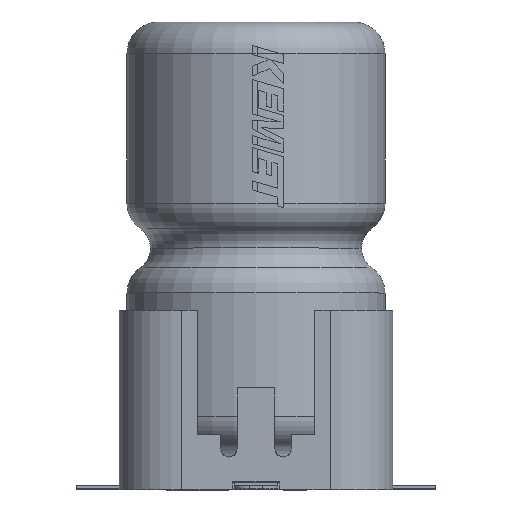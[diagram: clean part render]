
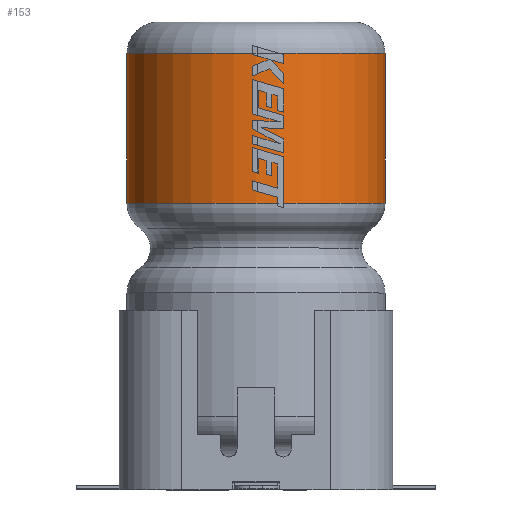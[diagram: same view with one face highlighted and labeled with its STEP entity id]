
A CAD part, top view. The second image highlights one B-rep face of the part: STEP entity #153.
In plain terms, the highlighted cylindrical face has radius 8.25 mm (diameter 16.5 mm), a partial arc.
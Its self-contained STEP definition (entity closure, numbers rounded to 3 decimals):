
#102 = DIRECTION ( 'NONE',  ( 0., -1., 0. ) ) ;
#153 = ADVANCED_FACE ( 'NONE', ( #1135 ), #6856, .T. ) ;
#188 = CARTESIAN_POINT ( 'NONE',  ( 0., 12.45, 0. ) ) ;
#339 = AXIS2_PLACEMENT_3D ( 'NONE', #188, #102, #3796 ) ;
#353 = ORIENTED_EDGE ( 'NONE', *, *, #6589, .F. ) ;
#467 = EDGE_CURVE ( 'NONE', #4218, #7456, #6417, .T. ) ;
#578 = CARTESIAN_POINT ( 'NONE',  ( 0., 2.872, 0. ) ) ;
#638 = CIRCLE ( 'NONE', #4751, 8.25 ) ;
#799 = CARTESIAN_POINT ( 'NONE',  ( 8.25, -14.45, 0. ) ) ;
#811 = ORIENTED_EDGE ( 'NONE', *, *, #4715, .T. ) ;
#1135 = FACE_OUTER_BOUND ( 'NONE', #2485, .T. ) ;
#1325 = CARTESIAN_POINT ( 'NONE',  ( 8.25, 12.45, 0. ) ) ;
#1988 = CARTESIAN_POINT ( 'NONE',  ( 8.25, 2.872, 0. ) ) ;
#2292 = CARTESIAN_POINT ( 'NONE',  ( -8.25, 2.872, 0. ) ) ;
#2485 = EDGE_LOOP ( 'NONE', ( #811, #5200, #7470, #353 ) ) ;
#3131 = CIRCLE ( 'NONE', #339, 8.25 ) ;
#3394 = DIRECTION ( 'NONE',  ( -1., 0., 0. ) ) ;
#3558 = CARTESIAN_POINT ( 'NONE',  ( -8.25, -14.45, 0. ) ) ;
#3628 = VERTEX_POINT ( 'NONE', #1325 ) ;
#3773 = VECTOR ( 'NONE', #5546, 1000. ) ;
#3796 = DIRECTION ( 'NONE',  ( 1., 0., 0. ) ) ;
#4218 = VERTEX_POINT ( 'NONE', #5896 ) ;
#4715 = EDGE_CURVE ( 'NONE', #3628, #4218, #3131, .T. ) ;
#4751 = AXIS2_PLACEMENT_3D ( 'NONE', #578, #6814, #3394 ) ;
#5200 = ORIENTED_EDGE ( 'NONE', *, *, #467, .T. ) ;
#5421 = EDGE_CURVE ( 'NONE', #7456, #7145, #638, .T. ) ;
#5546 = DIRECTION ( 'NONE',  ( 0., -1., 0. ) ) ;
#5723 = DIRECTION ( 'NONE',  ( 0., -1., 0. ) ) ;
#5896 = CARTESIAN_POINT ( 'NONE',  ( -8.25, 12.45, 0. ) ) ;
#5961 = AXIS2_PLACEMENT_3D ( 'NONE', #6940, #6902, #8990 ) ;
#6417 = LINE ( 'NONE', #3558, #3773 ) ;
#6589 = EDGE_CURVE ( 'NONE', #3628, #7145, #7107, .T. ) ;
#6814 = DIRECTION ( 'NONE',  ( 0., 1., 0. ) ) ;
#6856 = CYLINDRICAL_SURFACE ( 'NONE', #5961, 8.25 ) ;
#6902 = DIRECTION ( 'NONE',  ( 0., -1., 0. ) ) ;
#6940 = CARTESIAN_POINT ( 'NONE',  ( 0., -14.45, 0. ) ) ;
#7107 = LINE ( 'NONE', #799, #8307 ) ;
#7145 = VERTEX_POINT ( 'NONE', #1988 ) ;
#7456 = VERTEX_POINT ( 'NONE', #2292 ) ;
#7470 = ORIENTED_EDGE ( 'NONE', *, *, #5421, .T. ) ;
#8307 = VECTOR ( 'NONE', #5723, 1000. ) ;
#8990 = DIRECTION ( 'NONE',  ( 1., 0., 0. ) ) ;
